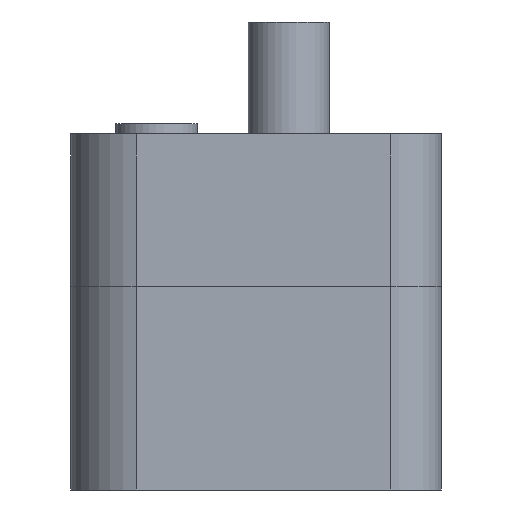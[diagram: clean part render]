
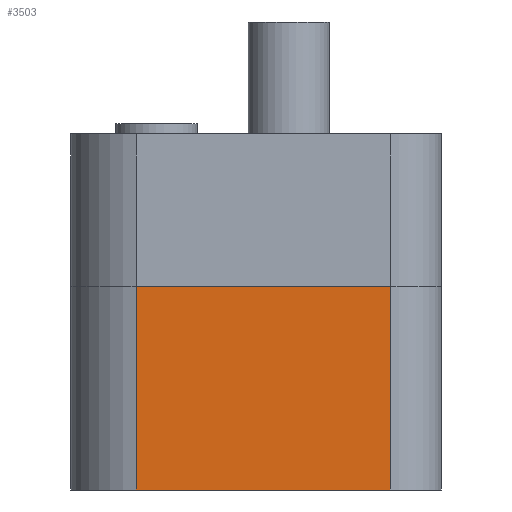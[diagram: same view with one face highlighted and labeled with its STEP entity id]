
A CAD part, front view. The second image highlights one B-rep face of the part: STEP entity #3503.
In plain terms, the highlighted planar face has unit normal (0, -1, 0).
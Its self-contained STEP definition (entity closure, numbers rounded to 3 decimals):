
#44 = CYLINDRICAL_SURFACE('',#45,8.436);
#45 = AXIS2_PLACEMENT_3D('',#46,#47,#48);
#46 = CARTESIAN_POINT('',(-13.,-6.304,0.));
#47 = DIRECTION('',(0.,0.,1.));
#48 = DIRECTION('',(1.,0.,0.));
#156 = PLANE('',#157);
#157 = AXIS2_PLACEMENT_3D('',#158,#159,#160);
#158 = CARTESIAN_POINT('',(-0.606,7.928,-20.));
#159 = DIRECTION('',(0.,0.,1.));
#160 = DIRECTION('',(1.,0.,0.));
#969 = VERTEX_POINT('',#970);
#970 = CARTESIAN_POINT('',(-15.,-14.5,-20.));
#992 = EDGE_CURVE('',#993,#969,#995,.T.);
#993 = VERTEX_POINT('',#994);
#994 = CARTESIAN_POINT('',(-15.,-14.5,0.));
#995 = SURFACE_CURVE('',#996,(#1000,#1007),.PCURVE_S1.);
#996 = LINE('',#997,#998);
#997 = CARTESIAN_POINT('',(-15.,-14.5,0.));
#998 = VECTOR('',#999,1.);
#999 = DIRECTION('',(-0.,-0.,-1.));
#1000 = PCURVE('',#44,#1001);
#1001 = DEFINITIONAL_REPRESENTATION('',(#1002),#1006);
#1002 = LINE('',#1003,#1004);
#1003 = CARTESIAN_POINT('',(4.473,0.));
#1004 = VECTOR('',#1005,1.);
#1005 = DIRECTION('',(0.,-1.));
#1006 = ( GEOMETRIC_REPRESENTATION_CONTEXT(2) 
PARAMETRIC_REPRESENTATION_CONTEXT() REPRESENTATION_CONTEXT('2D SPACE',''
  ) );
#1007 = PCURVE('',#1008,#1013);
#1008 = PLANE('',#1009);
#1009 = AXIS2_PLACEMENT_3D('',#1010,#1011,#1012);
#1010 = CARTESIAN_POINT('',(-15.,-14.5,0.));
#1011 = DIRECTION('',(0.,-1.,0.));
#1012 = DIRECTION('',(1.,0.,0.));
#1013 = DEFINITIONAL_REPRESENTATION('',(#1014),#1018);
#1014 = LINE('',#1015,#1016);
#1015 = CARTESIAN_POINT('',(0.,0.));
#1016 = VECTOR('',#1017,1.);
#1017 = DIRECTION('',(0.,-1.));
#1018 = ( GEOMETRIC_REPRESENTATION_CONTEXT(2) 
PARAMETRIC_REPRESENTATION_CONTEXT() REPRESENTATION_CONTEXT('2D SPACE',''
  ) );
#2616 = EDGE_CURVE('',#969,#2617,#2619,.T.);
#2617 = VERTEX_POINT('',#2618);
#2618 = CARTESIAN_POINT('',(10.,-14.5,-20.));
#2619 = SURFACE_CURVE('',#2620,(#2624,#2631),.PCURVE_S1.);
#2620 = LINE('',#2621,#2622);
#2621 = CARTESIAN_POINT('',(-15.,-14.5,-20.));
#2622 = VECTOR('',#2623,1.);
#2623 = DIRECTION('',(1.,0.,0.));
#2624 = PCURVE('',#156,#2625);
#2625 = DEFINITIONAL_REPRESENTATION('',(#2626),#2630);
#2626 = LINE('',#2627,#2628);
#2627 = CARTESIAN_POINT('',(-14.394,-22.428));
#2628 = VECTOR('',#2629,1.);
#2629 = DIRECTION('',(1.,0.));
#2630 = ( GEOMETRIC_REPRESENTATION_CONTEXT(2) 
PARAMETRIC_REPRESENTATION_CONTEXT() REPRESENTATION_CONTEXT('2D SPACE',''
  ) );
#2631 = PCURVE('',#1008,#2632);
#2632 = DEFINITIONAL_REPRESENTATION('',(#2633),#2637);
#2633 = LINE('',#2634,#2635);
#2634 = CARTESIAN_POINT('',(0.,-20.));
#2635 = VECTOR('',#2636,1.);
#2636 = DIRECTION('',(1.,0.));
#2637 = ( GEOMETRIC_REPRESENTATION_CONTEXT(2) 
PARAMETRIC_REPRESENTATION_CONTEXT() REPRESENTATION_CONTEXT('2D SPACE',''
  ) );
#2656 = CYLINDRICAL_SURFACE('',#2657,5.);
#2657 = AXIS2_PLACEMENT_3D('',#2658,#2659,#2660);
#2658 = CARTESIAN_POINT('',(10.,-9.5,-20.));
#2659 = DIRECTION('',(0.,0.,1.));
#2660 = DIRECTION('',(0.,-1.,0.));
#3503 = ADVANCED_FACE('',(#3504),#1008,.T.);
#3504 = FACE_BOUND('',#3505,.T.);
#3505 = EDGE_LOOP('',(#3506,#3534,#3535,#3536));
#3506 = ORIENTED_EDGE('',*,*,#3507,.F.);
#3507 = EDGE_CURVE('',#993,#3508,#3510,.T.);
#3508 = VERTEX_POINT('',#3509);
#3509 = CARTESIAN_POINT('',(10.,-14.5,0.));
#3510 = SURFACE_CURVE('',#3511,(#3515,#3522),.PCURVE_S1.);
#3511 = LINE('',#3512,#3513);
#3512 = CARTESIAN_POINT('',(-15.,-14.5,0.));
#3513 = VECTOR('',#3514,1.);
#3514 = DIRECTION('',(1.,0.,0.));
#3515 = PCURVE('',#1008,#3516);
#3516 = DEFINITIONAL_REPRESENTATION('',(#3517),#3521);
#3517 = LINE('',#3518,#3519);
#3518 = CARTESIAN_POINT('',(0.,0.));
#3519 = VECTOR('',#3520,1.);
#3520 = DIRECTION('',(1.,0.));
#3521 = ( GEOMETRIC_REPRESENTATION_CONTEXT(2) 
PARAMETRIC_REPRESENTATION_CONTEXT() REPRESENTATION_CONTEXT('2D SPACE',''
  ) );
#3522 = PCURVE('',#3523,#3528);
#3523 = PLANE('',#3524);
#3524 = AXIS2_PLACEMENT_3D('',#3525,#3526,#3527);
#3525 = CARTESIAN_POINT('',(-15.,-14.5,0.));
#3526 = DIRECTION('',(0.,1.,0.));
#3527 = DIRECTION('',(1.,0.,0.));
#3528 = DEFINITIONAL_REPRESENTATION('',(#3529),#3533);
#3529 = LINE('',#3530,#3531);
#3530 = CARTESIAN_POINT('',(0.,0.));
#3531 = VECTOR('',#3532,1.);
#3532 = DIRECTION('',(1.,0.));
#3533 = ( GEOMETRIC_REPRESENTATION_CONTEXT(2) 
PARAMETRIC_REPRESENTATION_CONTEXT() REPRESENTATION_CONTEXT('2D SPACE',''
  ) );
#3534 = ORIENTED_EDGE('',*,*,#992,.T.);
#3535 = ORIENTED_EDGE('',*,*,#2616,.T.);
#3536 = ORIENTED_EDGE('',*,*,#3537,.T.);
#3537 = EDGE_CURVE('',#2617,#3508,#3538,.T.);
#3538 = SURFACE_CURVE('',#3539,(#3543,#3550),.PCURVE_S1.);
#3539 = LINE('',#3540,#3541);
#3540 = CARTESIAN_POINT('',(10.,-14.5,-20.));
#3541 = VECTOR('',#3542,1.);
#3542 = DIRECTION('',(0.,0.,1.));
#3543 = PCURVE('',#1008,#3544);
#3544 = DEFINITIONAL_REPRESENTATION('',(#3545),#3549);
#3545 = LINE('',#3546,#3547);
#3546 = CARTESIAN_POINT('',(25.,-20.));
#3547 = VECTOR('',#3548,1.);
#3548 = DIRECTION('',(0.,1.));
#3549 = ( GEOMETRIC_REPRESENTATION_CONTEXT(2) 
PARAMETRIC_REPRESENTATION_CONTEXT() REPRESENTATION_CONTEXT('2D SPACE',''
  ) );
#3550 = PCURVE('',#2656,#3551);
#3551 = DEFINITIONAL_REPRESENTATION('',(#3552),#3556);
#3552 = LINE('',#3553,#3554);
#3553 = CARTESIAN_POINT('',(0.,0.));
#3554 = VECTOR('',#3555,1.);
#3555 = DIRECTION('',(0.,1.));
#3556 = ( GEOMETRIC_REPRESENTATION_CONTEXT(2) 
PARAMETRIC_REPRESENTATION_CONTEXT() REPRESENTATION_CONTEXT('2D SPACE',''
  ) );
